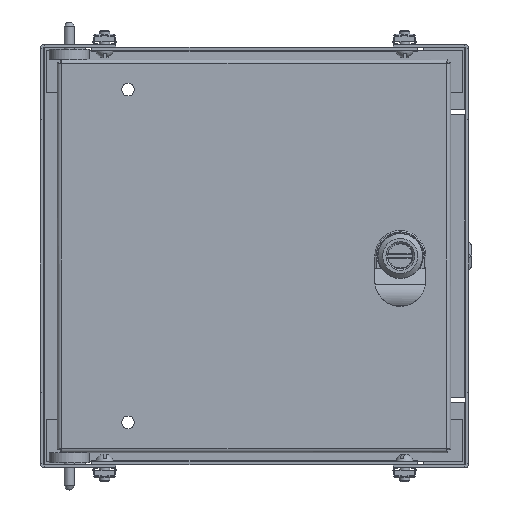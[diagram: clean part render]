
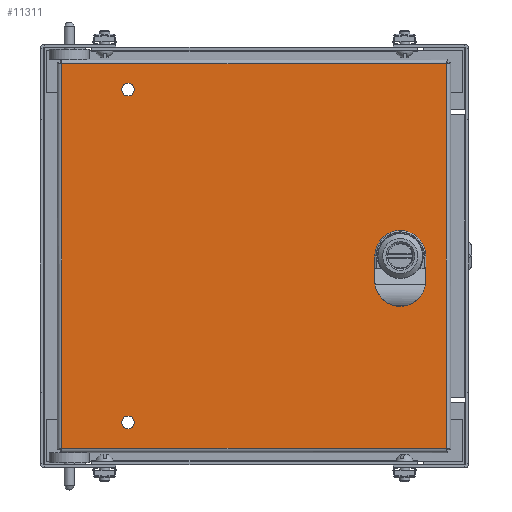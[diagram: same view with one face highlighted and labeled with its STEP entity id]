
A CAD part, top view. The second image highlights one B-rep face of the part: STEP entity #11311.
In plain terms, the highlighted planar face has unit normal (0, 0, 1).
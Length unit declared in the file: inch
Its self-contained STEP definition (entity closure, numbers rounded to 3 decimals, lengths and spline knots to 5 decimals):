
#365=FACE_BOUND($,#2078,.T.);
#366=FACE_BOUND($,#2079,.T.);
#367=FACE_BOUND($,#2080,.T.);
#368=FACE_BOUND($,#2081,.T.);
#833=CIRCLE($,#12067,0.453);
#835=CIRCLE($,#12071,0.453);
#837=CIRCLE($,#12075,0.453);
#839=CIRCLE($,#12079,0.453);
#845=CIRCLE($,#12089,0.15625);
#847=CIRCLE($,#12092,0.15625);
#2078=EDGE_LOOP($,(#8954,#8955,#8956,#8957,#8958,#8959,#8960,#8961));
#2079=EDGE_LOOP($,(#8962));
#2080=EDGE_LOOP($,(#8963));
#2081=EDGE_LOOP($,(#8964,#8965,#8966,#8967));
#3041=LINE($,#18611,#4083);
#3045=LINE($,#18623,#4087);
#3049=LINE($,#18635,#4091);
#3053=LINE($,#18645,#4095);
#3055=LINE($,#18679,#4097);
#3071=LINE($,#18781,#4113);
#3086=LINE($,#18881,#4128);
#3101=LINE($,#18980,#4143);
#4083=VECTOR($,#14152,0.42712);
#4087=VECTOR($,#14164,0.42712);
#4091=VECTOR($,#14176,0.42712);
#4095=VECTOR($,#14188,0.42712);
#4097=VECTOR($,#14216,9.5395);
#4113=VECTOR($,#14246,9.5395);
#4128=VECTOR($,#14275,9.5395);
#4143=VECTOR($,#14304,9.5395);
#5040=VERTEX_POINT($,#18602);
#5041=VERTEX_POINT($,#18604);
#5043=VERTEX_POINT($,#18610);
#5045=VERTEX_POINT($,#18616);
#5047=VERTEX_POINT($,#18622);
#5049=VERTEX_POINT($,#18628);
#5051=VERTEX_POINT($,#18634);
#5053=VERTEX_POINT($,#18640);
#5059=VERTEX_POINT($,#18659);
#5061=VERTEX_POINT($,#18664);
#5064=VERTEX_POINT($,#18670);
#5065=VERTEX_POINT($,#18678);
#5076=VERTEX_POINT($,#18773);
#5086=VERTEX_POINT($,#18873);
#6368=EDGE_CURVE($,#5041,#5040,#833,.T.);
#6371=EDGE_CURVE($,#5043,#5041,#3041,.T.);
#6374=EDGE_CURVE($,#5045,#5043,#835,.T.);
#6377=EDGE_CURVE($,#5047,#5045,#3045,.T.);
#6380=EDGE_CURVE($,#5049,#5047,#837,.T.);
#6383=EDGE_CURVE($,#5051,#5049,#3049,.T.);
#6386=EDGE_CURVE($,#5053,#5051,#839,.T.);
#6389=EDGE_CURVE($,#5040,#5053,#3053,.T.);
#6395=EDGE_CURVE($,#5059,#5059,#845,.T.);
#6397=EDGE_CURVE($,#5061,#5061,#847,.T.);
#6400=EDGE_CURVE($,#5065,#5064,#3055,.T.);
#6420=EDGE_CURVE($,#5064,#5076,#3071,.T.);
#6439=EDGE_CURVE($,#5076,#5086,#3086,.T.);
#6458=EDGE_CURVE($,#5086,#5065,#3101,.T.);
#8954=ORIENTED_EDGE($,*,*,#6368,.T.);
#8955=ORIENTED_EDGE($,*,*,#6389,.T.);
#8956=ORIENTED_EDGE($,*,*,#6386,.T.);
#8957=ORIENTED_EDGE($,*,*,#6383,.T.);
#8958=ORIENTED_EDGE($,*,*,#6380,.T.);
#8959=ORIENTED_EDGE($,*,*,#6377,.T.);
#8960=ORIENTED_EDGE($,*,*,#6374,.T.);
#8961=ORIENTED_EDGE($,*,*,#6371,.T.);
#8962=ORIENTED_EDGE($,*,*,#6395,.T.);
#8963=ORIENTED_EDGE($,*,*,#6397,.T.);
#8964=ORIENTED_EDGE($,*,*,#6400,.T.);
#8965=ORIENTED_EDGE($,*,*,#6420,.T.);
#8966=ORIENTED_EDGE($,*,*,#6439,.T.);
#8967=ORIENTED_EDGE($,*,*,#6458,.T.);
#10509=PLANE($,#12121);
#11311=ADVANCED_FACE($,(#365,#366,#367,#368),#10509,.T.);
#12067=AXIS2_PLACEMENT_3D($,#18605,#14146,#14147);
#12071=AXIS2_PLACEMENT_3D($,#18617,#14158,#14159);
#12075=AXIS2_PLACEMENT_3D($,#18629,#14170,#14171);
#12079=AXIS2_PLACEMENT_3D($,#18641,#14182,#14183);
#12089=AXIS2_PLACEMENT_3D($,#18660,#14205,#14206);
#12092=AXIS2_PLACEMENT_3D($,#18665,#14211,#14212);
#12121=AXIS2_PLACEMENT_3D($,#19066,#14329,#14330);
#14146=DIRECTION('center_axis',(0.,0.,-1.));
#14147=DIRECTION('ref_axis',(0.882,0.471,0.));
#14152=DIRECTION($,(1.,0.,0.));
#14158=DIRECTION('center_axis',(0.,0.,-1.));
#14159=DIRECTION('ref_axis',(-0.471,0.882,0.));
#14164=DIRECTION($,(0.,1.,0.));
#14170=DIRECTION('center_axis',(0.,0.,-1.));
#14171=DIRECTION('ref_axis',(-0.882,-0.471,0.));
#14176=DIRECTION($,(-1.,0.,0.));
#14182=DIRECTION('center_axis',(0.,0.,-1.));
#14183=DIRECTION('ref_axis',(0.471,-0.882,0.));
#14188=DIRECTION($,(0.,-1.,0.));
#14205=DIRECTION('center_axis',(0.,0.,-1.));
#14206=DIRECTION('ref_axis',(-1.,0.,0.));
#14211=DIRECTION('center_axis',(0.,0.,-1.));
#14212=DIRECTION('ref_axis',(-1.,0.,0.));
#14216=DIRECTION($,(0.,-1.,0.));
#14246=DIRECTION($,(1.,0.,0.));
#14275=DIRECTION($,(0.,1.,0.));
#14304=DIRECTION($,(-1.,0.,0.));
#14329=DIRECTION('center_axis',(0.,0.,1.));
#14330=DIRECTION('ref_axis',(1.,0.,0.));
#18602=CARTESIAN_POINT('',(-4.6334,13.70706,0.074));
#18604=CARTESIAN_POINT('',(-4.81928,13.893,0.074));
#18605=CARTESIAN_POINT('Origin',(-5.03293,13.49354,0.074));
#18610=CARTESIAN_POINT('',(-5.2464,13.893,0.074));
#18611=CARTESIAN_POINT($,(-6.73859,13.893,0.074));
#18616=CARTESIAN_POINT('',(-5.4324,13.70706,0.074));
#18617=CARTESIAN_POINT('Origin',(-5.03293,13.49345,0.074));
#18622=CARTESIAN_POINT('',(-5.4324,13.27993,0.074));
#18623=CARTESIAN_POINT($,(-5.4324,13.60028,0.074));
#18628=CARTESIAN_POINT('',(-5.24647,13.094,0.074));
#18629=CARTESIAN_POINT('Origin',(-5.0329,13.4935,0.074));
#18634=CARTESIAN_POINT('',(-4.81934,13.094,0.074));
#18635=CARTESIAN_POINT($,(-6.95219,13.094,0.074));
#18640=CARTESIAN_POINT('',(-4.6334,13.27993,0.074));
#18641=CARTESIAN_POINT('Origin',(-5.0329,13.4935,0.074));
#18645=CARTESIAN_POINT($,(-4.6334,13.38671,0.074));
#18659=CARTESIAN_POINT('',(-11.62665,9.3685,0.074));
#18660=CARTESIAN_POINT('Origin',(-11.7829,9.3685,0.074));
#18664=CARTESIAN_POINT('',(-11.62665,17.6185,0.074));
#18665=CARTESIAN_POINT('Origin',(-11.7829,17.6185,0.074));
#18670=CARTESIAN_POINT('',(-13.42765,8.72375,0.074));
#18678=CARTESIAN_POINT('',(-13.42765,18.26325,0.074));
#18679=CARTESIAN_POINT($,(-13.42765,15.87837,0.074));
#18773=CARTESIAN_POINT('',(-3.88815,8.72375,0.074));
#18781=CARTESIAN_POINT($,(-11.04278,8.72375,0.074));
#18873=CARTESIAN_POINT('',(-3.88815,18.26325,0.074));
#18881=CARTESIAN_POINT($,(-3.88815,11.10862,0.074));
#18980=CARTESIAN_POINT($,(-6.27303,18.26325,0.074));
#19066=CARTESIAN_POINT('Origin',(-8.6579,13.4935,0.074));
